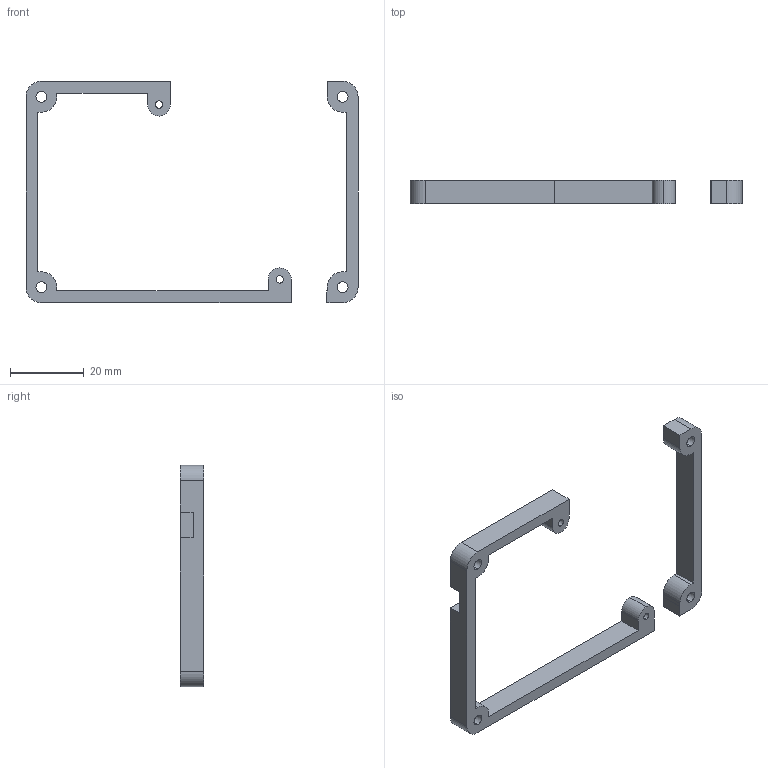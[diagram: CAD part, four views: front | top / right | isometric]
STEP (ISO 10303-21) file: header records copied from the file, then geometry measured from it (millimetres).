
FILE_DESCRIPTION (( 'STEP AP214' ), '1' );
FILE_NAME ('01-002 LED Controller 4 Screw Core A.STEP', '2015-02-18T18:36:16', ( '' ), ( '' ), 'SwSTEP 2.0', 'SolidWorks 2015', '' );
FILE_SCHEMA (( 'AUTOMOTIVE_DESIGN' ));
Length unit declared in the file: millimetre
Products named in the file (1): 01-002 LED Controller 4 Screw Core A
Bounding box: 90 x 6.35 x 60 mm (x, y, z)
Volume: 5381.9 mm3; surface area: 5108.4 mm2
Topology: 2 solids, 2 shells, 56 faces, 156 edges, 104 vertices
Faces by surface type: plane 32, cylinder 24
Entity records: 1875 total; most frequent: DIRECTION 318, CARTESIAN_POINT 317, ORIENTED_EDGE 312, EDGE_CURVE 156, VECTOR 108, LINE 108, AXIS2_PLACEMENT_3D 105, VERTEX_POINT 104
